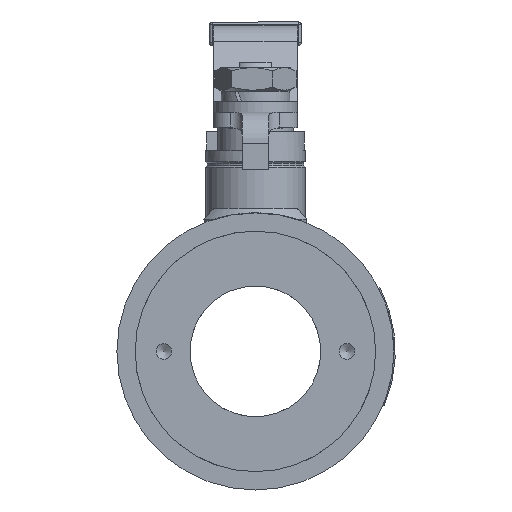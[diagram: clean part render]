
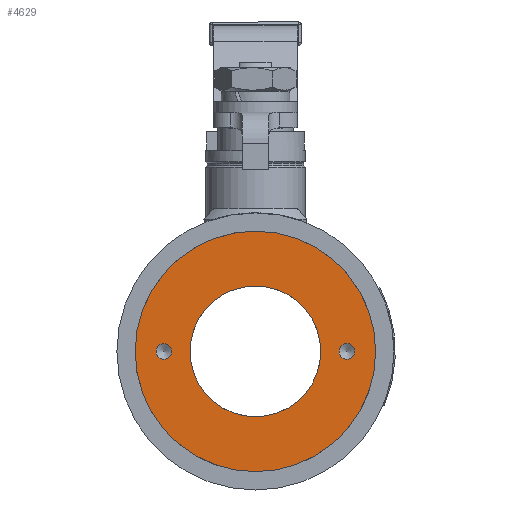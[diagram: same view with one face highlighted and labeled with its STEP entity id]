
A CAD part, front view. The second image highlights one B-rep face of the part: STEP entity #4629.
In plain terms, the highlighted face is planar.
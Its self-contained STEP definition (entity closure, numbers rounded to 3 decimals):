
#4432=CARTESIAN_POINT('',(25.,-35.0,3.));
#4433=VERTEX_POINT('',#4432);
#4434=CARTESIAN_POINT('',(25.,-35.0,0.));
#4435=DIRECTION('',(-1.0,0.0,0.0));
#4436=DIRECTION('',(0.0,0.0,1.0));
#4437=AXIS2_PLACEMENT_3D('',#4434,#4435,#4436);
#4438=CIRCLE('',#4437,3.0);
#4439=EDGE_CURVE('',#4433,#4433,#4438,.T.);
#4469=CARTESIAN_POINT('',(25.,35.0,-3.0));
#4470=VERTEX_POINT('',#4469);
#4471=CARTESIAN_POINT('',(25.,35.0,0.0));
#4472=DIRECTION('',(-1.0,0.0,0.0));
#4473=DIRECTION('',(0.0,0.0,-1.0));
#4474=AXIS2_PLACEMENT_3D('',#4471,#4472,#4473);
#4475=CIRCLE('',#4474,3.0);
#4476=EDGE_CURVE('',#4470,#4470,#4475,.T.);
#4589=CARTESIAN_POINT('',(25.,46.,0.0));
#4590=VERTEX_POINT('',#4589);
#4591=CARTESIAN_POINT('',(25.,0.0,0.0));
#4592=DIRECTION('',(1.0,0.0,0.0));
#4593=DIRECTION('',(0.0,1.0,0.0));
#4594=AXIS2_PLACEMENT_3D('',#4591,#4592,#4593);
#4595=CIRCLE('',#4594,46.);
#4596=EDGE_CURVE('',#4590,#4590,#4595,.T.);
#4604=CARTESIAN_POINT('',(25.,35.5,0.0));
#4605=DIRECTION('',(1.0,0.0,0.0));
#4606=DIRECTION('',(0.0,0.0,-1.0));
#4607=AXIS2_PLACEMENT_3D('',#4604,#4605,#4606);
#4608=PLANE('',#4607);
#4609=ORIENTED_EDGE('',*,*,#4596,.T.);
#4610=EDGE_LOOP('',(#4609));
#4611=FACE_OUTER_BOUND('',#4610,.T.);
#4612=ORIENTED_EDGE('',*,*,#4439,.T.);
#4613=EDGE_LOOP('',(#4612));
#4614=FACE_BOUND('',#4613,.T.);
#4615=ORIENTED_EDGE('',*,*,#4476,.T.);
#4616=EDGE_LOOP('',(#4615));
#4617=FACE_BOUND('',#4616,.T.);
#4618=CARTESIAN_POINT('',(25.,25.0,0.0));
#4619=VERTEX_POINT('',#4618);
#4620=CARTESIAN_POINT('',(25.,0.0,0.0));
#4621=DIRECTION('',(1.0,0.0,0.0));
#4622=DIRECTION('',(0.0,1.0,0.0));
#4623=AXIS2_PLACEMENT_3D('',#4620,#4621,#4622);
#4624=CIRCLE('',#4623,25.0);
#4625=EDGE_CURVE('',#4619,#4619,#4624,.T.);
#4626=ORIENTED_EDGE('',*,*,#4625,.F.);
#4627=EDGE_LOOP('',(#4626));
#4628=FACE_BOUND('',#4627,.T.);
#4629=ADVANCED_FACE('',(#4611,#4614,#4617,#4628),#4608,.T.);
